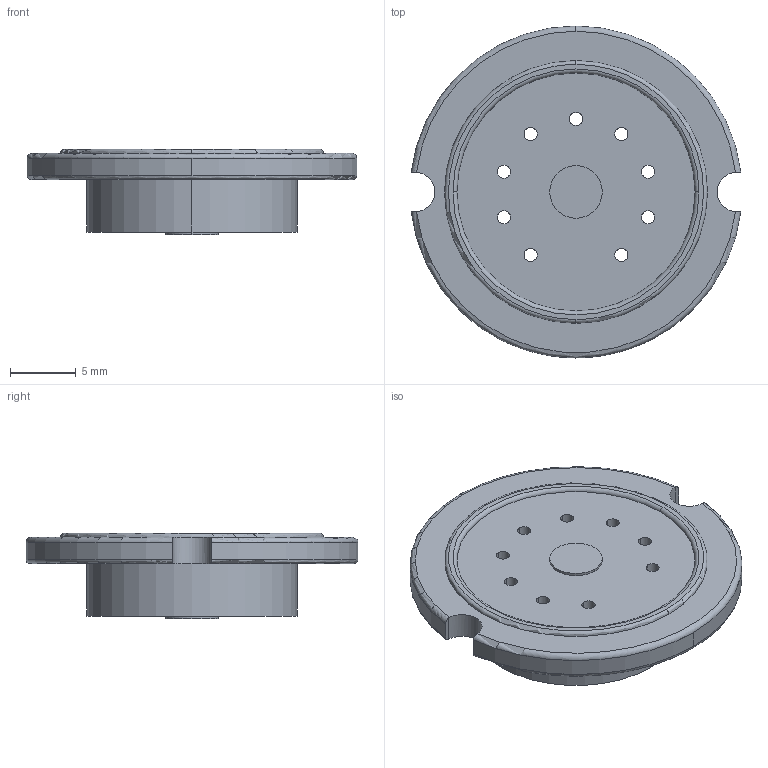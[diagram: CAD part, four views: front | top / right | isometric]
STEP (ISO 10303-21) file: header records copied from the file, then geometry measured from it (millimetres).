
FILE_DESCRIPTION (( 'STEP AP214' ), '1' );
FILE_NAME ('9褐萇赽奪釱.STEP', '2012-05-20T14:24:08', ( '' ), ( '' ), 'SwSTEP 2.0', 'SolidWorks 2012', '' );
FILE_SCHEMA (( 'AUTOMOTIVE_DESIGN' ));
Length unit declared in the file: millimetre
Products named in the file (3): Designator1_1_1; 錨璃1111_1_1; 9褐萇赽奪釱
Assembly tree (2 placements, depth 3):
  9褐萇赽奪釱
    Designator1_1_1
      錨璃1111_1_1
Bounding box: 25.1 x 25.27 x 6.5 mm (x, y, z)
Volume: 1761.4 mm3; surface area: 1511.7 mm2
Topology: 1 solids, 1 shells, 50 faces, 129 edges, 86 vertices
Faces by surface type: cylinder 33, torus 10, plane 7
Entity records: 2687 total; most frequent: CARTESIAN_POINT 733, DIRECTION 309, ORIENTED_EDGE 258, AXIS2_PLACEMENT_3D 138, EDGE_CURVE 129, VERTEX_POINT 86, CIRCLE 82, EDGE_LOOP 73
